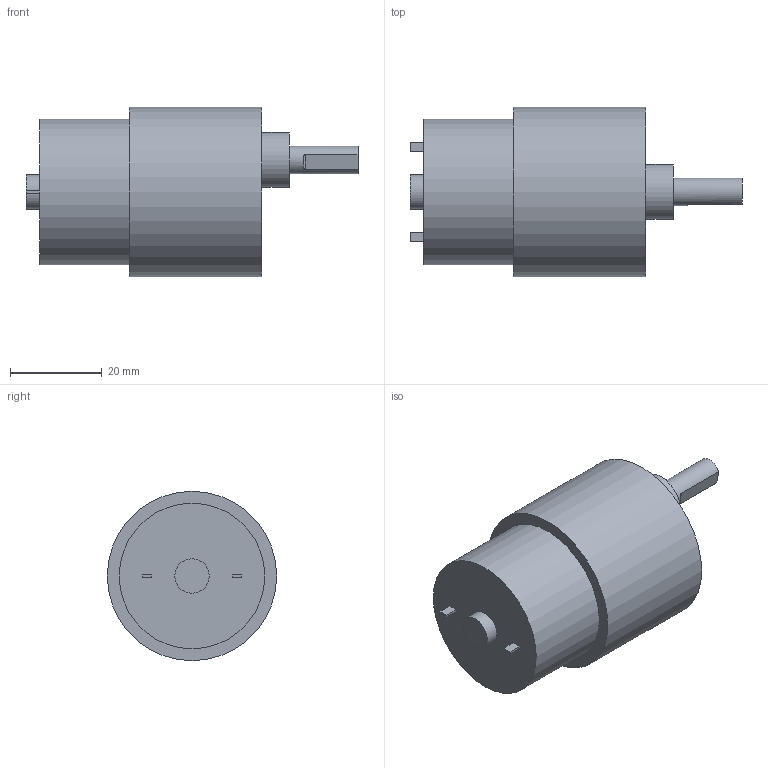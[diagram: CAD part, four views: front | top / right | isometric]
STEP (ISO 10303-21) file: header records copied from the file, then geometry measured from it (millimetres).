
FILE_DESCRIPTION(/* description */ ('STEP AP242 Edition 2','CAx-IF Rec.Pracs.---Representation and Presentation of Product Manufacturing Information (PMI)---4.0---2014-10-13','CAx-IF Rec.Pracs.---3D Tessellated Geometry---0.4---2014-09-14','2;1','CAx-IF Rec.Pracs.---User Defined Attributes---1.5---2016-08-15'),/* implementation_level */ '2;1');
FILE_NAME(/* name */ '695441acd46acc66634143b4',/* time_stamp */ '2025-12-30T21:18:36Z',/* author */ (''),/* organization */ (''),/* preprocessor_version */ 'ST-DEVELOPER v20',/* originating_system */ 'ONSHAPE BY PTC INC, 1.208',/* authorisation */ ' ');
FILE_SCHEMA (('AP242_MANAGED_MODEL_BASED_3D_ENGINEERING_MIM_LF { 1 0 10303 442 3 1 4 }'));
Length unit declared in the file: metre
Products named in the file (3): Motor Assembly; Motor; Shaft
Assembly tree (2 placements, depth 2):
  Motor Assembly
    Motor
    Shaft
Bounding box: 72.5 x 37 x 37 mm (x, y, z)
Volume: 47472.3 mm3; surface area: 8867.8 mm2
Topology: 2 solids, 2 shells, 36 faces, 63 edges, 42 vertices
Faces by surface type: plane 24, cylinder 12
Full cylindrical faces by diameter (mm): 3 x6, 6 x1, 7.5 x1, 12 x1, 31.8 x1, 37 x1
Entity records: 880 total; most frequent: DIRECTION 150, CARTESIAN_POINT 141, ORIENTED_EDGE 102, AXIS2_PLACEMENT_3D 61, EDGE_LOOP 58, FACE_BOUND 58, EDGE_CURVE 51, VERTEX_POINT 41
